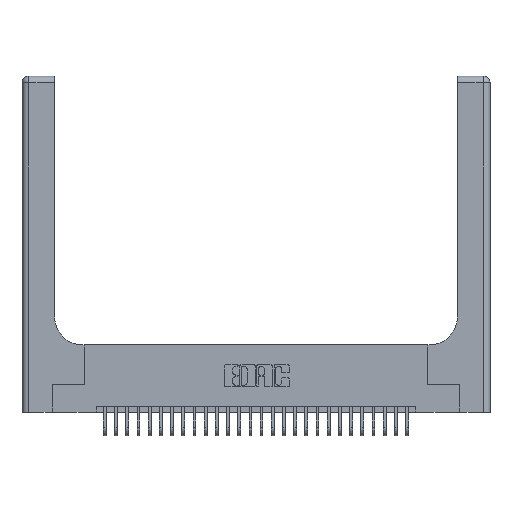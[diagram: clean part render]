
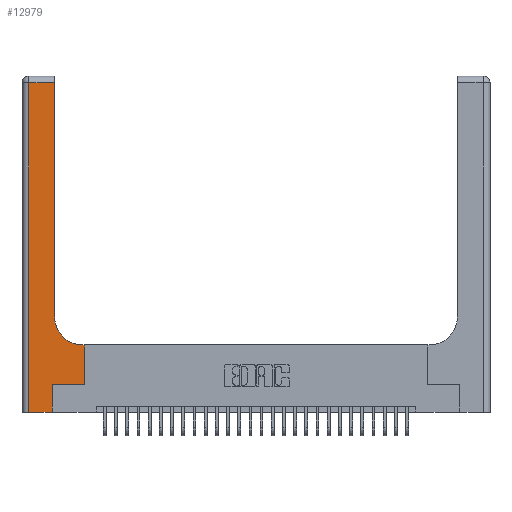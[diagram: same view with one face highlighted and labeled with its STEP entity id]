
A CAD part, top view. The second image highlights one B-rep face of the part: STEP entity #12979.
In plain terms, the highlighted planar face has unit normal (0, 0, 1).
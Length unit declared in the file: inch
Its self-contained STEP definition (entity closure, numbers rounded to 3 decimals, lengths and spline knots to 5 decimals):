
#83 = CARTESIAN_POINT ( 'NONE',  ( 0.269, 0., 0.37 ) ) ;
#489 = LINE ( 'NONE', #18114, #21307 ) ;
#766 = CARTESIAN_POINT ( 'NONE',  ( 0.06, 3., 0.37 ) ) ;
#1201 = CARTESIAN_POINT ( 'NONE',  ( 0.269, 0.25, 0.37 ) ) ;
#1375 = VERTEX_POINT ( 'NONE', #11994 ) ;
#2020 = CARTESIAN_POINT ( 'NONE',  ( 0.5415, 0.6, 0.37 ) ) ;
#2420 = EDGE_CURVE ( 'NONE', #1375, #28290, #18196, .T. ) ;
#3256 = DIRECTION ( 'NONE',  ( 0., 1., 0. ) ) ;
#3261 = CARTESIAN_POINT ( 'NONE',  ( 0.5415, 0.85, 0.37 ) ) ;
#3567 = CARTESIAN_POINT ( 'NONE',  ( 0.06, 0., 0.37 ) ) ;
#4090 = CIRCLE ( 'NONE', #27853, 0.25 ) ;
#4400 = VERTEX_POINT ( 'NONE', #23808 ) ;
#4469 = ORIENTED_EDGE ( 'NONE', *, *, #2420, .T. ) ;
#5255 = LINE ( 'NONE', #7933, #13436 ) ;
#5572 = VECTOR ( 'NONE', #21613, 39.37008 ) ;
#5905 = VERTEX_POINT ( 'NONE', #2020 ) ;
#6226 = EDGE_CURVE ( 'NONE', #18074, #16497, #489, .T. ) ;
#6477 = CARTESIAN_POINT ( 'NONE',  ( 0.269, 0.25, 0.37 ) ) ;
#6688 = DIRECTION ( 'NONE',  ( 1., 0., 0. ) ) ;
#7933 = CARTESIAN_POINT ( 'NONE',  ( 0.2915, 3., 0.37 ) ) ;
#8305 = CARTESIAN_POINT ( 'NONE',  ( 0., 2.94, 0.37 ) ) ;
#9505 = VERTEX_POINT ( 'NONE', #22055 ) ;
#10902 = ORIENTED_EDGE ( 'NONE', *, *, #25224, .T. ) ;
#11759 = LINE ( 'NONE', #6477, #15842 ) ;
#11994 = CARTESIAN_POINT ( 'NONE',  ( 0.269, 0., 0.37 ) ) ;
#12003 = DIRECTION ( 'NONE',  ( 0., 1., 0. ) ) ;
#12294 = VECTOR ( 'NONE', #12414, 39.37008 ) ;
#12414 = DIRECTION ( 'NONE',  ( 0., -1., 0. ) ) ;
#12537 = FACE_OUTER_BOUND ( 'NONE', #22442, .T. ) ;
#12810 = CARTESIAN_POINT ( 'NONE',  ( 0.2915, 2.94, 0.37 ) ) ;
#12979 = ADVANCED_FACE ( 'NONE', ( #12537 ), #30482, .F. ) ;
#13384 = VECTOR ( 'NONE', #12003, 39.37008 ) ;
#13436 = VECTOR ( 'NONE', #3256, 39.37008 ) ;
#13920 = CARTESIAN_POINT ( 'NONE',  ( 0.5585, 0.25, 0.37 ) ) ;
#14024 = VERTEX_POINT ( 'NONE', #3567 ) ;
#14450 = VERTEX_POINT ( 'NONE', #12810 ) ;
#15421 = AXIS2_PLACEMENT_3D ( 'NONE', #18791, #18378, #23166 ) ;
#15842 = VECTOR ( 'NONE', #6688, 39.37008 ) ;
#16042 = DIRECTION ( 'NONE',  ( 0., 1., 0. ) ) ;
#16497 = VERTEX_POINT ( 'NONE', #22285 ) ;
#16842 = CARTESIAN_POINT ( 'NONE',  ( 0., 0., 0.37 ) ) ;
#16995 = LINE ( 'NONE', #8305, #18483 ) ;
#17047 = EDGE_CURVE ( 'NONE', #9505, #14450, #5255, .T. ) ;
#17086 = EDGE_CURVE ( 'NONE', #4400, #14024, #18607, .T. ) ;
#17671 = VECTOR ( 'NONE', #23932, 39.37008 ) ;
#17694 = EDGE_CURVE ( 'NONE', #16497, #5905, #26020, .T. ) ;
#18074 = VERTEX_POINT ( 'NONE', #13920 ) ;
#18114 = CARTESIAN_POINT ( 'NONE',  ( 0.5585, 0.25, 0.37 ) ) ;
#18196 = LINE ( 'NONE', #83, #13384 ) ;
#18378 = DIRECTION ( 'NONE',  ( 0., 0., -1. ) ) ;
#18483 = VECTOR ( 'NONE', #24853, 39.37008 ) ;
#18607 = LINE ( 'NONE', #766, #12294 ) ;
#18791 = CARTESIAN_POINT ( 'NONE',  ( 0., 3., 0.37 ) ) ;
#19538 = CARTESIAN_POINT ( 'NONE',  ( 0.2915, 0.6, 0.37 ) ) ;
#20409 = ORIENTED_EDGE ( 'NONE', *, *, #17694, .T. ) ;
#21307 = VECTOR ( 'NONE', #16042, 39.37008 ) ;
#21532 = ORIENTED_EDGE ( 'NONE', *, *, #23617, .T. ) ;
#21613 = DIRECTION ( 'NONE',  ( -1., 0., 0. ) ) ;
#22055 = CARTESIAN_POINT ( 'NONE',  ( 0.2915, 0.85, 0.37 ) ) ;
#22285 = CARTESIAN_POINT ( 'NONE',  ( 0.5585, 0.6, 0.37 ) ) ;
#22442 = EDGE_LOOP ( 'NONE', ( #26796, #21532, #25385, #28460, #4469, #10902, #28114, #20409, #28710 ) ) ;
#22727 = EDGE_CURVE ( 'NONE', #5905, #9505, #4090, .T. ) ;
#23166 = DIRECTION ( 'NONE',  ( -1., 0., 0. ) ) ;
#23273 = LINE ( 'NONE', #16842, #17671 ) ;
#23617 = EDGE_CURVE ( 'NONE', #14450, #4400, #16995, .T. ) ;
#23808 = CARTESIAN_POINT ( 'NONE',  ( 0.06, 2.94, 0.37 ) ) ;
#23932 = DIRECTION ( 'NONE',  ( 1., 0., 0. ) ) ;
#24853 = DIRECTION ( 'NONE',  ( -1., 0., 0. ) ) ;
#25224 = EDGE_CURVE ( 'NONE', #28290, #18074, #11759, .T. ) ;
#25385 = ORIENTED_EDGE ( 'NONE', *, *, #17086, .T. ) ;
#25460 = EDGE_CURVE ( 'NONE', #14024, #1375, #23273, .T. ) ;
#26020 = LINE ( 'NONE', #19538, #5572 ) ;
#26796 = ORIENTED_EDGE ( 'NONE', *, *, #17047, .T. ) ;
#26939 = DIRECTION ( 'NONE',  ( 1., 0., 0. ) ) ;
#27853 = AXIS2_PLACEMENT_3D ( 'NONE', #3261, #28903, #26939 ) ;
#28114 = ORIENTED_EDGE ( 'NONE', *, *, #6226, .T. ) ;
#28290 = VERTEX_POINT ( 'NONE', #1201 ) ;
#28460 = ORIENTED_EDGE ( 'NONE', *, *, #25460, .T. ) ;
#28710 = ORIENTED_EDGE ( 'NONE', *, *, #22727, .T. ) ;
#28903 = DIRECTION ( 'NONE',  ( 0., 0., -1. ) ) ;
#30482 = PLANE ( 'NONE',  #15421 ) ;
